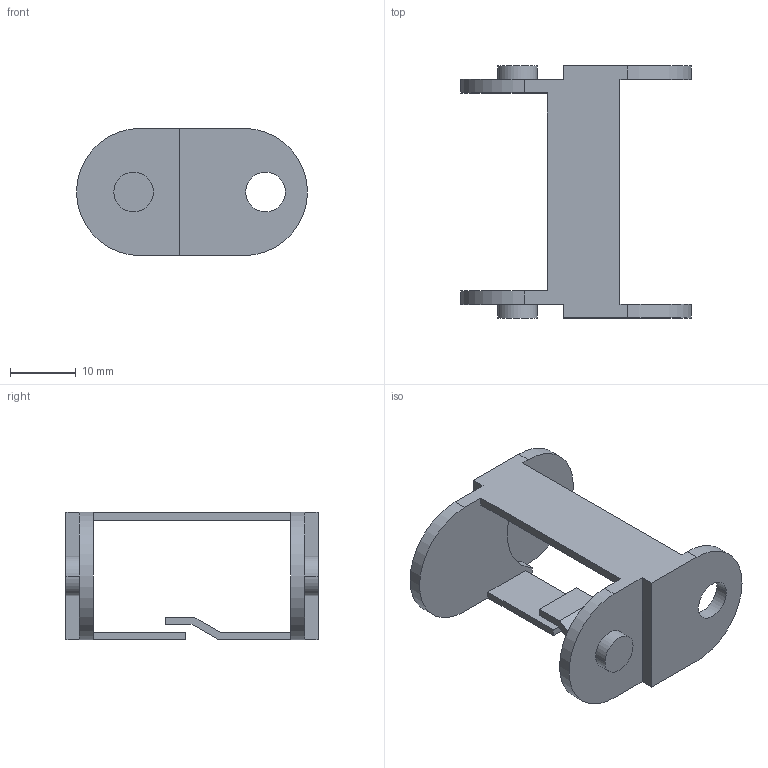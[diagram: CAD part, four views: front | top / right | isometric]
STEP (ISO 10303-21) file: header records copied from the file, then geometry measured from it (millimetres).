
FILE_DESCRIPTION (( 'STEP AP214' ), '1' );
FILE_NAME ('am-4695 Energy Chain Link.STEP', '2025-01-21T12:34:26', ( '' ), ( '' ), 'SwSTEP 2.0', 'SolidWorks 2024', '' );
FILE_SCHEMA (( 'AUTOMOTIVE_DESIGN' ));
Length unit declared in the file: inch
Products named in the file (1): am-4695 Energy Chain Link
Bounding box: 35 x 38.2 x 19.3 mm (x, y, z)
Volume: 3561.7 mm3; surface area: 4367.2 mm2
Topology: 1 solids, 1 shells, 50 faces, 136 edges, 90 vertices
Faces by surface type: plane 34, cylinder 16
Entity records: 1613 total; most frequent: CARTESIAN_POINT 277, ORIENTED_EDGE 272, DIRECTION 272, EDGE_CURVE 136, VECTOR 102, LINE 102, VERTEX_POINT 90, AXIS2_PLACEMENT_3D 85
